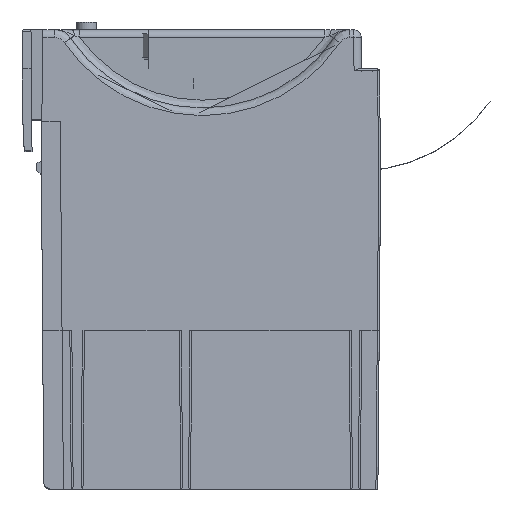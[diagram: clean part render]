
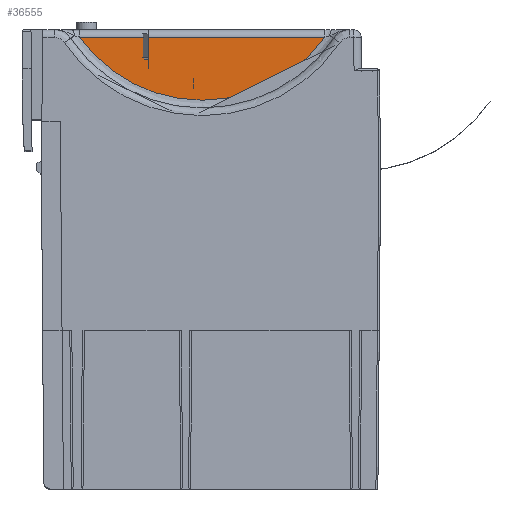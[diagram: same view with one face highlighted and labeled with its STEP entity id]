
A CAD part, top view. The second image highlights one B-rep face of the part: STEP entity #36555.
In plain terms, the highlighted planar face has unit normal (0, 0.009, 1).
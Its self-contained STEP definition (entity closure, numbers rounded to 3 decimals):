
#14697=DIRECTION('',(1.,0.,0.));
#14698=VECTOR('',#14697,62.66);
#14699=CARTESIAN_POINT('',(-474.064,572.499,
38.653));
#14700=LINE('',#14699,#14698);
#14756=CARTESIAN_POINT('',(-474.064,572.499,
38.653));
#14757=CARTESIAN_POINT('',(-473.834,572.18,
38.656));
#14758=CARTESIAN_POINT('',(-473.365,571.55,
38.661));
#14759=CARTESIAN_POINT('',(-472.632,570.626,
38.669));
#14760=CARTESIAN_POINT('',(-471.872,569.725,
38.677));
#14761=CARTESIAN_POINT('',(-471.084,568.848,
38.685));
#14762=CARTESIAN_POINT('',(-470.27,567.995,
38.692));
#14763=CARTESIAN_POINT('',(-469.431,567.167,
38.7));
#14764=CARTESIAN_POINT('',(-468.566,566.365,
38.707));
#14765=CARTESIAN_POINT('',(-467.678,565.591,
38.713));
#14766=CARTESIAN_POINT('',(-466.766,564.843,
38.72));
#14767=CARTESIAN_POINT('',(-465.832,564.124,
38.726));
#14768=CARTESIAN_POINT('',(-464.876,563.434,
38.732));
#14769=CARTESIAN_POINT('',(-463.9,562.773,
38.738));
#14770=CARTESIAN_POINT('',(-462.904,562.142,
38.743));
#14771=CARTESIAN_POINT('',(-461.889,561.542,
38.749));
#14772=CARTESIAN_POINT('',(-460.856,560.973,
38.754));
#14773=CARTESIAN_POINT('',(-459.807,560.436,
38.758));
#14774=CARTESIAN_POINT('',(-458.742,559.931,
38.763));
#14775=CARTESIAN_POINT('',(-457.661,559.459,
38.767));
#14776=CARTESIAN_POINT('',(-456.567,559.02,
38.771));
#14777=CARTESIAN_POINT('',(-455.46,558.615,
38.774));
#14778=CARTESIAN_POINT('',(-454.342,558.243,
38.777));
#14779=CARTESIAN_POINT('',(-453.212,557.906,
38.78));
#14780=CARTESIAN_POINT('',(-452.072,557.604,
38.783));
#14781=CARTESIAN_POINT('',(-450.924,557.336,
38.785));
#14782=CARTESIAN_POINT('',(-449.768,557.104,
38.787));
#14783=CARTESIAN_POINT('',(-448.606,556.907,
38.789));
#14784=CARTESIAN_POINT('',(-447.438,556.746,
38.79));
#14785=CARTESIAN_POINT('',(-446.266,556.62,
38.792));
#14786=CARTESIAN_POINT('',(-445.091,556.53,
38.792));
#14787=CARTESIAN_POINT('',(-443.913,556.476,
38.793));
#14788=CARTESIAN_POINT('',(-443.127,556.464,
38.793));
#14789=CARTESIAN_POINT('',(-442.734,556.464,
38.793));
#14791=CARTESIAN_POINT('',(-442.734,556.464,
38.793));
#14792=CARTESIAN_POINT('',(-442.341,556.464,
38.793));
#14793=CARTESIAN_POINT('',(-441.555,556.476,
38.793));
#14794=CARTESIAN_POINT('',(-440.377,556.53,
38.792));
#14795=CARTESIAN_POINT('',(-439.202,556.62,
38.792));
#14796=CARTESIAN_POINT('',(-438.03,556.746,
38.79));
#14797=CARTESIAN_POINT('',(-436.862,556.907,
38.789));
#14798=CARTESIAN_POINT('',(-435.699,557.104,
38.787));
#14799=CARTESIAN_POINT('',(-434.544,557.336,
38.785));
#14800=CARTESIAN_POINT('',(-433.395,557.604,
38.783));
#14801=CARTESIAN_POINT('',(-432.256,557.906,
38.78));
#14802=CARTESIAN_POINT('',(-431.126,558.243,
38.777));
#14803=CARTESIAN_POINT('',(-430.007,558.615,
38.774));
#14804=CARTESIAN_POINT('',(-428.9,559.02,
38.771));
#14805=CARTESIAN_POINT('',(-427.806,559.459,
38.767));
#14806=CARTESIAN_POINT('',(-426.726,559.931,
38.763));
#14807=CARTESIAN_POINT('',(-425.66,560.436,
38.758));
#14808=CARTESIAN_POINT('',(-424.611,560.973,
38.754));
#14809=CARTESIAN_POINT('',(-423.578,561.542,
38.749));
#14810=CARTESIAN_POINT('',(-422.564,562.142,
38.743));
#14811=CARTESIAN_POINT('',(-421.568,562.773,
38.738));
#14812=CARTESIAN_POINT('',(-420.592,563.434,
38.732));
#14813=CARTESIAN_POINT('',(-419.636,564.124,
38.726));
#14814=CARTESIAN_POINT('',(-418.702,564.843,
38.72));
#14815=CARTESIAN_POINT('',(-417.79,565.591,
38.713));
#14816=CARTESIAN_POINT('',(-416.902,566.365,
38.707));
#14817=CARTESIAN_POINT('',(-416.037,567.167,
38.7));
#14818=CARTESIAN_POINT('',(-415.198,567.995,
38.692));
#14819=CARTESIAN_POINT('',(-414.384,568.848,
38.685));
#14820=CARTESIAN_POINT('',(-413.596,569.725,
38.677));
#14821=CARTESIAN_POINT('',(-412.836,570.626,
38.669));
#14822=CARTESIAN_POINT('',(-412.103,571.55,
38.661));
#14823=CARTESIAN_POINT('',(-411.634,572.18,
38.656));
#14824=CARTESIAN_POINT('',(-411.404,572.499,
38.653));
#20135=VERTEX_POINT('',#14791);
#20136=VERTEX_POINT('',#14824);
#20137=VERTEX_POINT('',#14756);
#36545=CARTESIAN_POINT('',(-476.12,475.399,
39.5));
#36546=DIRECTION('',(0.,0.009,1.));
#36547=DIRECTION('',(0.,-1.,0.009));
#36548=AXIS2_PLACEMENT_3D('',#36545,#36546,#36547);
#36549=PLANE('',#36548);
#36550=ORIENTED_EDGE('',*,*,#34144,.F.);
#36551=ORIENTED_EDGE('',*,*,#35455,.T.);
#36552=ORIENTED_EDGE('',*,*,#34146,.F.);
#36553=EDGE_LOOP('',(#36550,#36551,#36552));
#36554=FACE_OUTER_BOUND('',#36553,.F.);
#36555=ADVANCED_FACE('',(#36554),#36549,.T.);
#14790=B_SPLINE_CURVE_WITH_KNOTS('',3,(#14756,#14757,#14758,#14759,#14760,
#14761,#14762,#14763,#14764,#14765,#14766,#14767,#14768,#14769,#14770,#14771,
#14772,#14773,#14774,#14775,#14776,#14777,#14778,#14779,#14780,#14781,#14782,
#14783,#14784,#14785,#14786,#14787,#14788,#14789),.UNSPECIFIED.,.F.,.F.,(4,1,1,
1,1,1,1,1,1,1,1,1,1,1,1,1,1,1,1,1,1,1,1,1,1,1,1,1,1,1,1,4),(0.,
0.032,0.065,0.097,0.129,
0.161,0.194,0.226,0.258,
0.29,0.323,0.355,0.387,
0.419,0.452,0.484,0.516,
0.548,0.581,0.613,0.645,
0.677,0.71,0.742,0.774,
0.806,0.839,0.871,0.903,
0.935,0.968,1.),.UNSPECIFIED.);
#14825=B_SPLINE_CURVE_WITH_KNOTS('',3,(#14791,#14792,#14793,#14794,#14795,
#14796,#14797,#14798,#14799,#14800,#14801,#14802,#14803,#14804,#14805,#14806,
#14807,#14808,#14809,#14810,#14811,#14812,#14813,#14814,#14815,#14816,#14817,
#14818,#14819,#14820,#14821,#14822,#14823,#14824),.UNSPECIFIED.,.F.,.F.,(4,1,1,
1,1,1,1,1,1,1,1,1,1,1,1,1,1,1,1,1,1,1,1,1,1,1,1,1,1,1,1,4),(0.,
0.032,0.065,0.097,0.129,
0.161,0.194,0.226,0.258,
0.29,0.323,0.355,0.387,
0.419,0.452,0.484,0.516,
0.548,0.581,0.613,0.645,
0.677,0.71,0.742,0.774,
0.806,0.839,0.871,0.903,
0.935,0.968,1.),.UNSPECIFIED.);
#34144=EDGE_CURVE('',#20137,#20135,#14790,.T.);
#34146=EDGE_CURVE('',#20135,#20136,#14825,.T.);
#35455=EDGE_CURVE('',#20137,#20136,#14700,.T.);
